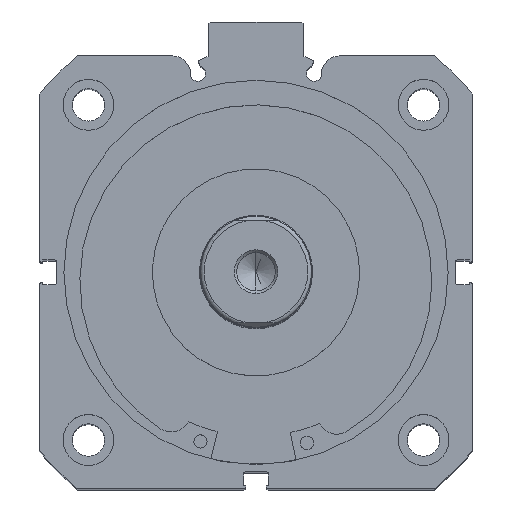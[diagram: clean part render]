
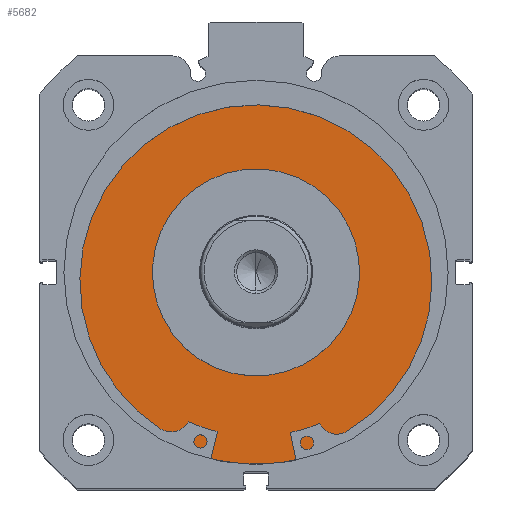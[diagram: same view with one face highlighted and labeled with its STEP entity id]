
A CAD part, top view. The second image highlights one B-rep face of the part: STEP entity #5682.
In plain terms, the highlighted face is planar.
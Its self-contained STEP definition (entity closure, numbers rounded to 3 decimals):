
#1121 = ORIENTED_EDGE ( 'NONE', *, *, #2296, .T. ) ;
#1122 = ORIENTED_EDGE ( 'NONE', *, *, #2218, .T. ) ;
#1123 = ORIENTED_EDGE ( 'NONE', *, *, #2304, .F. ) ;
#1124 = ORIENTED_EDGE ( 'NONE', *, *, #2158, .F. ) ;
#1474 = CIRCLE ( 'NONE', #2612, 27.5 ) ;
#1563 = CIRCLE ( 'NONE', #2640, 51. ) ;
#1667 = CIRCLE ( 'NONE', #2676, 51. ) ;
#1673 = CIRCLE ( 'NONE', #2675, 27.5 ) ;
#2086 = DIRECTION ( 'NONE',  ( 0., 0., 1. ) ) ;
#2087 = DIRECTION ( 'NONE',  ( -1., 0., 0. ) ) ;
#2090 = CARTESIAN_POINT ( 'NONE',  ( 5.5, 0., 0. ) ) ;
#2121 = DIRECTION ( 'NONE',  ( 0., 0., 1. ) ) ;
#2122 = CARTESIAN_POINT ( 'NONE',  ( 5.5, 0., 0. ) ) ;
#2123 = DIRECTION ( 'NONE',  ( -1., 0., 0. ) ) ;
#2158 = EDGE_CURVE ( 'NONE', #6214, #6025, #1474, .T. ) ;
#2218 = EDGE_CURVE ( 'NONE', #6662, #5893, #1563, .T. ) ;
#2296 = EDGE_CURVE ( 'NONE', #5893, #6662, #1667, .T. ) ;
#2304 = EDGE_CURVE ( 'NONE', #6025, #6214, #1673, .T. ) ;
#2612 = AXIS2_PLACEMENT_3D ( 'NONE', #5877, #6250, #6358 ) ;
#2640 = AXIS2_PLACEMENT_3D ( 'NONE', #6705, #5880, #6777 ) ;
#2675 = AXIS2_PLACEMENT_3D ( 'NONE', #2090, #2087, #2086 ) ;
#2676 = AXIS2_PLACEMENT_3D ( 'NONE', #2122, #2123, #2121 ) ;
#2943 = AXIS2_PLACEMENT_3D ( 'NONE', #4583, #4585, #4586 ) ;
#3629 = FACE_BOUND ( 'NONE', #6989, .T. ) ;
#3633 = FACE_OUTER_BOUND ( 'NONE', #7015, .T. ) ;
#4583 = CARTESIAN_POINT ( 'NONE',  ( 5.5, 51., 0. ) ) ;
#4584 = PLANE ( 'NONE',  #2943 ) ;
#4585 = DIRECTION ( 'NONE',  ( 1., 0., 0. ) ) ;
#4586 = DIRECTION ( 'NONE',  ( 0., 0., -1. ) ) ;
#5049 = CARTESIAN_POINT ( 'NONE',  ( 5.5, 0., -51. ) ) ;
#5097 = CARTESIAN_POINT ( 'NONE',  ( 5.5, 0., -27.5 ) ) ;
#5171 = CARTESIAN_POINT ( 'NONE',  ( 5.5, 0., 27.5 ) ) ;
#5342 = CARTESIAN_POINT ( 'NONE',  ( 5.5, 0., 51. ) ) ;
#5682 = ADVANCED_FACE ( 'NONE', ( #3629, #3633 ), #4584, .F. ) ;
#5877 = CARTESIAN_POINT ( 'NONE',  ( 5.5, 0., 0. ) ) ;
#5880 = DIRECTION ( 'NONE',  ( -1., 0., 0. ) ) ;
#5893 = VERTEX_POINT ( 'NONE', #5049 ) ;
#6025 = VERTEX_POINT ( 'NONE', #5097 ) ;
#6214 = VERTEX_POINT ( 'NONE', #5171 ) ;
#6250 = DIRECTION ( 'NONE',  ( -1., 0., 0. ) ) ;
#6358 = DIRECTION ( 'NONE',  ( 0., 0., 1. ) ) ;
#6662 = VERTEX_POINT ( 'NONE', #5342 ) ;
#6705 = CARTESIAN_POINT ( 'NONE',  ( 5.5, 0., 0. ) ) ;
#6777 = DIRECTION ( 'NONE',  ( 0., 0., 1. ) ) ;
#6989 = EDGE_LOOP ( 'NONE', ( #1124, #1123 ) ) ;
#7015 = EDGE_LOOP ( 'NONE', ( #1122, #1121 ) ) ;
